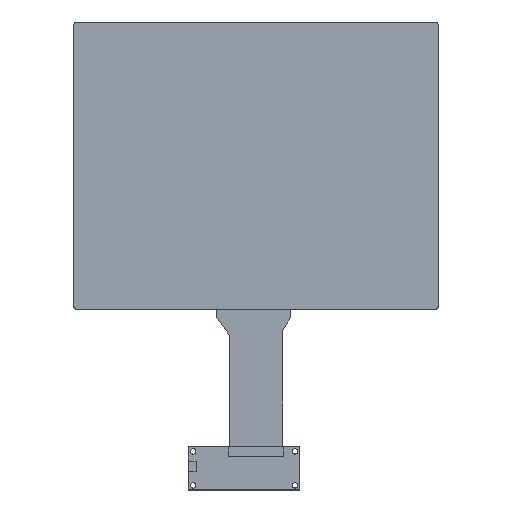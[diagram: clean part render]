
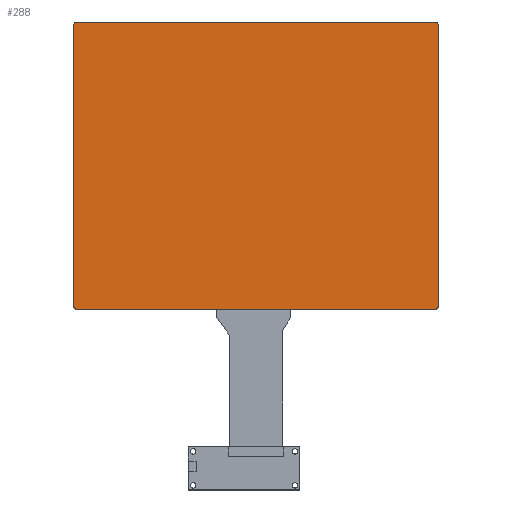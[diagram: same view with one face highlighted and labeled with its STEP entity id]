
A CAD part, top view. The second image highlights one B-rep face of the part: STEP entity #288.
In plain terms, the highlighted planar face has unit normal (0, 0, 1).
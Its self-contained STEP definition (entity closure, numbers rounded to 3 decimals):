
#69=CARTESIAN_POINT('',(-116.,91.,2.));
#70=DIRECTION('',(0.,0.,1.));
#71=DIRECTION('',(0.,1.,0.));
#72=AXIS2_PLACEMENT_3D('',#69,#70,#71);
#74=DIRECTION('',(-1.,0.,0.));
#75=VECTOR('',#74,232.);
#76=CARTESIAN_POINT('',(116.,93.,2.));
#77=LINE('',#76,#75);
#78=CARTESIAN_POINT('',(116.,91.,2.));
#79=DIRECTION('',(0.,0.,1.));
#80=DIRECTION('',(1.,0.,0.));
#81=AXIS2_PLACEMENT_3D('',#78,#79,#80);
#83=DIRECTION('',(0.,1.,0.));
#84=VECTOR('',#83,182.);
#85=CARTESIAN_POINT('',(118.,-91.,2.));
#86=LINE('',#85,#84);
#87=CARTESIAN_POINT('',(116.,-91.,2.));
#88=DIRECTION('',(0.,0.,1.));
#89=DIRECTION('',(0.,-1.,0.));
#90=AXIS2_PLACEMENT_3D('',#87,#88,#89);
#92=DIRECTION('',(1.,0.,0.));
#93=VECTOR('',#92,232.);
#94=CARTESIAN_POINT('',(-116.,-93.,2.));
#95=LINE('',#94,#93);
#96=CARTESIAN_POINT('',(-116.,-91.,2.));
#97=DIRECTION('',(0.,0.,1.));
#98=DIRECTION('',(-1.,0.,0.));
#99=AXIS2_PLACEMENT_3D('',#96,#97,#98);
#101=DIRECTION('',(0.,-1.,0.));
#102=VECTOR('',#101,182.);
#103=CARTESIAN_POINT('',(-118.,91.,2.));
#104=LINE('',#103,#102);
#109=CARTESIAN_POINT('',(-116.,93.,2.));
#110=VERTEX_POINT('',#109);
#111=CARTESIAN_POINT('',(-118.,91.,2.));
#112=VERTEX_POINT('',#111);
#117=CARTESIAN_POINT('',(-118.,-91.,2.));
#118=VERTEX_POINT('',#117);
#119=CARTESIAN_POINT('',(-116.,-93.,2.));
#120=VERTEX_POINT('',#119);
#125=CARTESIAN_POINT('',(116.,-93.,2.));
#126=VERTEX_POINT('',#125);
#127=CARTESIAN_POINT('',(118.,-91.,2.));
#128=VERTEX_POINT('',#127);
#133=CARTESIAN_POINT('',(118.,91.,2.));
#134=VERTEX_POINT('',#133);
#135=CARTESIAN_POINT('',(116.,93.,2.));
#136=VERTEX_POINT('',#135);
#273=CARTESIAN_POINT('',(0.,0.,2.));
#274=DIRECTION('',(0.,0.,1.));
#275=DIRECTION('',(1.,0.,0.));
#276=AXIS2_PLACEMENT_3D('',#273,#274,#275);
#277=PLANE('',#276);
#278=ORIENTED_EDGE('',*,*,#169,.F.);
#279=ORIENTED_EDGE('',*,*,#185,.F.);
#280=ORIENTED_EDGE('',*,*,#198,.F.);
#281=ORIENTED_EDGE('',*,*,#211,.F.);
#282=ORIENTED_EDGE('',*,*,#226,.F.);
#283=ORIENTED_EDGE('',*,*,#239,.F.);
#284=ORIENTED_EDGE('',*,*,#254,.F.);
#285=ORIENTED_EDGE('',*,*,#266,.F.);
#286=EDGE_LOOP('',(#278,#279,#280,#281,#282,#283,#284,#285));
#287=FACE_OUTER_BOUND('',#286,.F.);
#288=ADVANCED_FACE('',(#287),#277,.T.);
#73=CIRCLE('',#72,2.);
#82=CIRCLE('',#81,2.);
#91=CIRCLE('',#90,2.);
#100=CIRCLE('',#99,2.);
#169=EDGE_CURVE('',#110,#112,#73,.T.);
#185=EDGE_CURVE('',#136,#110,#77,.T.);
#198=EDGE_CURVE('',#134,#136,#82,.T.);
#211=EDGE_CURVE('',#128,#134,#86,.T.);
#226=EDGE_CURVE('',#126,#128,#91,.T.);
#239=EDGE_CURVE('',#120,#126,#95,.T.);
#254=EDGE_CURVE('',#118,#120,#100,.T.);
#266=EDGE_CURVE('',#112,#118,#104,.T.);
